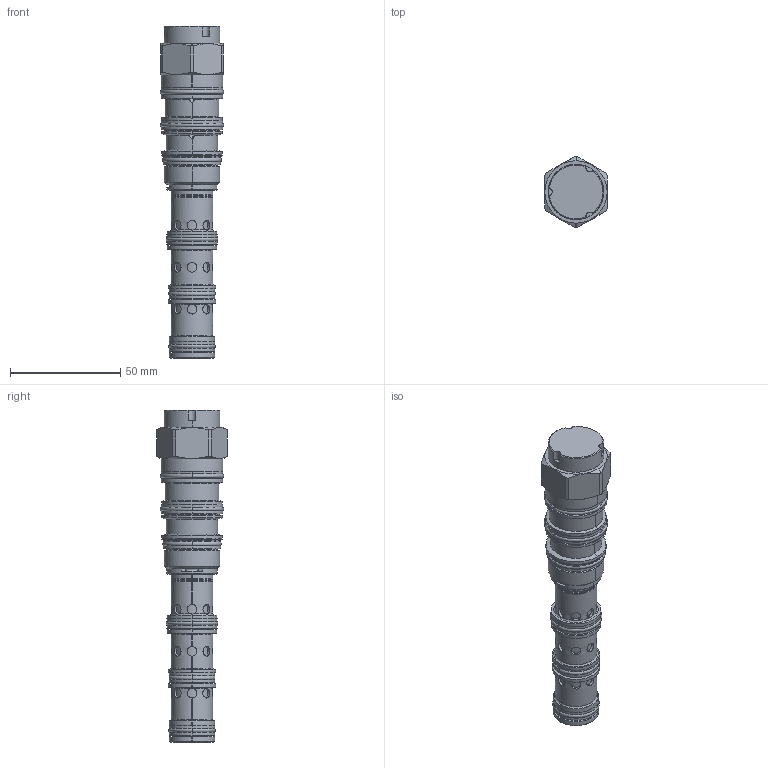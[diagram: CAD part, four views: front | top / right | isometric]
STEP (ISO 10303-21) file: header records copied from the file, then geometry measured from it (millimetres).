
FILE_DESCRIPTION((''),'2;1');
FILE_NAME('DCDFXXN_SW_PRT','2021-03-31T',('charlief'),(''),'PRO/ENGINEER BY PARAMETRIC TECHNOLOGY CORPORATION, 2016010','PRO/ENGINEER BY PARAMETRIC TECHNOLOGY CORPORATION, 2016010','');
FILE_SCHEMA(('CONFIG_CONTROL_DESIGN'));
Products named in the file (1): DCDFXXN_SW_PRT
Bounding box: 28.8 x 32.21 x 150.84 mm (x, y, z)
Surface area: 27407.8 mm2 (no closed solid volume)
Topology: 0 solids, 0 shells, 384 faces, 1806 edges, 1778 vertices
Faces by surface type: bspline 328, torus 56
Entity records: 74447 total; most frequent: CARTESIAN_POINT 59099, DIRECTION 2415, TRIMMED_CURVE 1876, DEFINITIONAL_REPRESENTATION 1750, PCURVE 1750, COMPOSITE_CURVE_SEGMENT 1750, VECTOR 1449, LINE 1449
